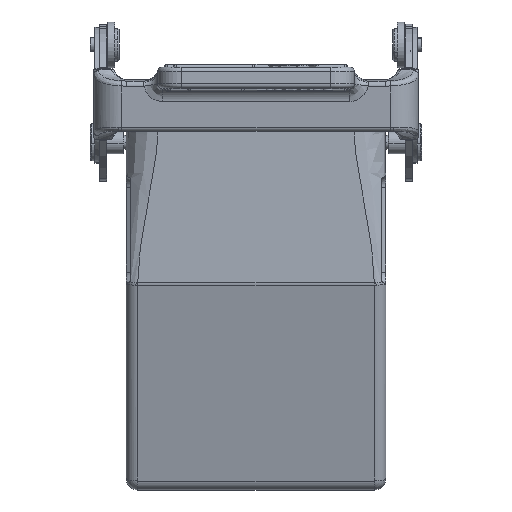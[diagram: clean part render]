
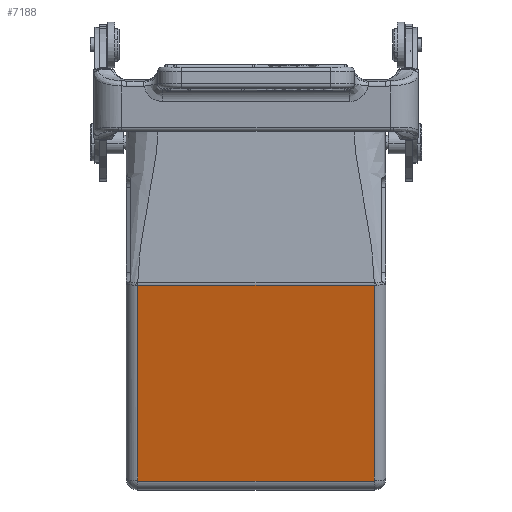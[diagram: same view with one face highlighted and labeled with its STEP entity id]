
A CAD part, left-side view. The second image highlights one B-rep face of the part: STEP entity #7188.
In plain terms, the highlighted planar face has unit normal (-0.973, 0, -0.232).
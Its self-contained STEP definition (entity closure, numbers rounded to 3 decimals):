
#3137=LINE('',#41402,#5216);
#3146=LINE('',#41514,#5225);
#3147=LINE('',#41516,#5226);
#3148=LINE('',#41518,#5227);
#5216=VECTOR('',#33396,1.);
#5225=VECTOR('',#33433,1.);
#5226=VECTOR('',#33436,1.);
#5227=VECTOR('',#33437,1.);
#7188=ADVANCED_FACE('',(#9601),#8706,.T.);
#8706=PLANE('',#30094);
#9601=FACE_OUTER_BOUND('',#11211,.T.);
#11211=EDGE_LOOP('',(#14179,#14180,#14181,#14182));
#14179=ORIENTED_EDGE('',*,*,#25170,.T.);
#14180=ORIENTED_EDGE('',*,*,#25143,.T.);
#14181=ORIENTED_EDGE('',*,*,#25169,.T.);
#14182=ORIENTED_EDGE('',*,*,#25171,.T.);
#21965=VERTEX_POINT('',#41383);
#21967=VERTEX_POINT('',#41401);
#21984=VERTEX_POINT('',#41513);
#21985=VERTEX_POINT('',#41517);
#25143=EDGE_CURVE('',#21965,#21967,#3137,.T.);
#25169=EDGE_CURVE('',#21967,#21984,#3146,.T.);
#25170=EDGE_CURVE('',#21985,#21965,#3147,.T.);
#25171=EDGE_CURVE('',#21984,#21985,#3148,.T.);
#30094=AXIS2_PLACEMENT_3D('',#41519,#33438,#33439);
#33396=DIRECTION('',(0.,1.,0.));
#33433=DIRECTION('',(0.232,0.,-0.973));
#33436=DIRECTION('',(-0.232,0.,0.973));
#33437=DIRECTION('',(0.,-1.,0.));
#33438=DIRECTION('',(-0.973,0.,-0.232));
#33439=DIRECTION('',(-0.232,0.,0.973));
#41383=CARTESIAN_POINT('',(-40.932,-25.25,-35.286));
#41401=CARTESIAN_POINT('',(-40.932,25.25,-35.286));
#41402=CARTESIAN_POINT('',(-40.932,-25.25,-35.286));
#41513=CARTESIAN_POINT('',(-30.958,25.25,-77.08));
#41514=CARTESIAN_POINT('',(-40.932,25.25,-35.286));
#41516=CARTESIAN_POINT('',(-30.958,-25.25,-77.08));
#41517=CARTESIAN_POINT('',(-30.958,-25.25,-77.08));
#41518=CARTESIAN_POINT('',(-30.958,25.25,-77.08));
#41519=CARTESIAN_POINT('',(-30.5,-28.,-79.));
